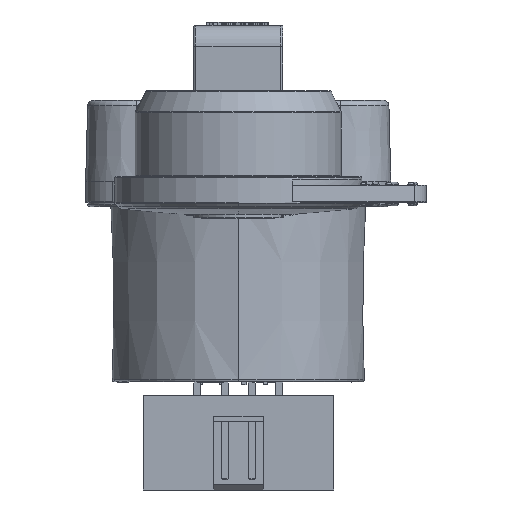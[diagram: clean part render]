
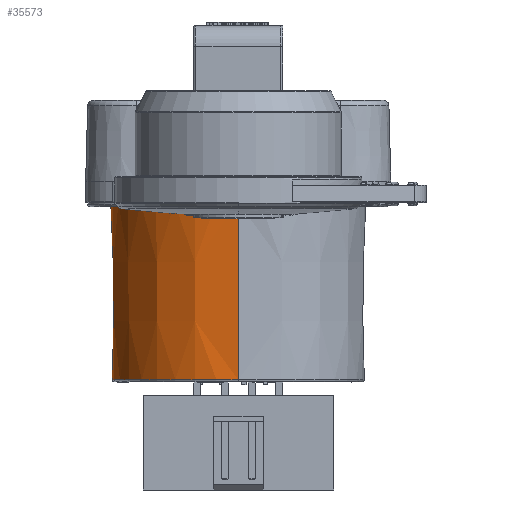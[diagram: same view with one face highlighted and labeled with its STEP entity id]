
A CAD part, front view. The second image highlights one B-rep face of the part: STEP entity #35573.
In plain terms, the highlighted conical face has half-angle 0.5 degrees and reference radius 11.797 mm.
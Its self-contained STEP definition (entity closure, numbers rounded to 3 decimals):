
#7451=CARTESIAN_POINT('',(0.,0.,-3.5));
#7452=DIRECTION('',(0.,0.,1.));
#7453=DIRECTION('',(0.,1.,0.));
#7454=AXIS2_PLACEMENT_3D('',#7451,#7452,#7453);
#7456=CARTESIAN_POINT('',(0.,0.,-20.002));
#7457=DIRECTION('',(0.,0.,-1.));
#7458=DIRECTION('',(0.,-1.,0.));
#7459=AXIS2_PLACEMENT_3D('',#7456,#7457,#7458);
#7466=DIRECTION('',(0.,-0.009,-1.));
#7467=VECTOR('',#7466,16.502);
#7468=CARTESIAN_POINT('',(0.,11.869,-3.5));
#7469=LINE('',#7468,#7467);
#7475=DIRECTION('',(0.,-0.009,1.));
#7476=VECTOR('',#7475,16.502);
#7477=CARTESIAN_POINT('',(0.,-11.725,
-20.002));
#7478=LINE('',#7477,#7476);
#20540=CARTESIAN_POINT('',(0.,-11.725,
-20.002));
#20541=VERTEX_POINT('',#20540);
#20542=CARTESIAN_POINT('',(0.,11.725,
-20.002));
#20543=VERTEX_POINT('',#20542);
#25592=CARTESIAN_POINT('',(0.,11.869,-3.5));
#25593=CARTESIAN_POINT('',(0.,-11.869,-3.5));
#25594=VERTEX_POINT('',#25592);
#25595=VERTEX_POINT('',#25593);
#35559=CARTESIAN_POINT('',(0.,0.,-11.751));
#35560=DIRECTION('',(0.,0.,1.));
#35561=DIRECTION('',(1.,0.,0.));
#35562=AXIS2_PLACEMENT_3D('',#35559,#35560,#35561);
#35563=CONICAL_SURFACE('',#35562,11.797,0.5);
#35564=ORIENTED_EDGE('',*,*,#35530,.T.);
#35566=ORIENTED_EDGE('',*,*,#35565,.F.);
#35568=ORIENTED_EDGE('',*,*,#35567,.T.);
#35570=ORIENTED_EDGE('',*,*,#35569,.F.);
#35571=EDGE_LOOP('',(#35564,#35566,#35568,#35570));
#35572=FACE_OUTER_BOUND('',#35571,.F.);
#35573=ADVANCED_FACE('',(#35572),#35563,.T.);
#7455=CIRCLE('',#7454,11.869);
#7460=CIRCLE('',#7459,11.725);
#35530=EDGE_CURVE('',#25594,#25595,#7455,.T.);
#35565=EDGE_CURVE('',#20541,#25595,#7478,.T.);
#35567=EDGE_CURVE('',#20541,#20543,#7460,.T.);
#35569=EDGE_CURVE('',#25594,#20543,#7469,.T.);
